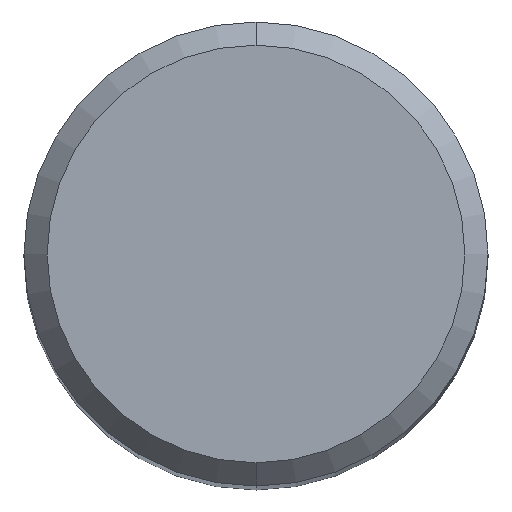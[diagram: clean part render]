
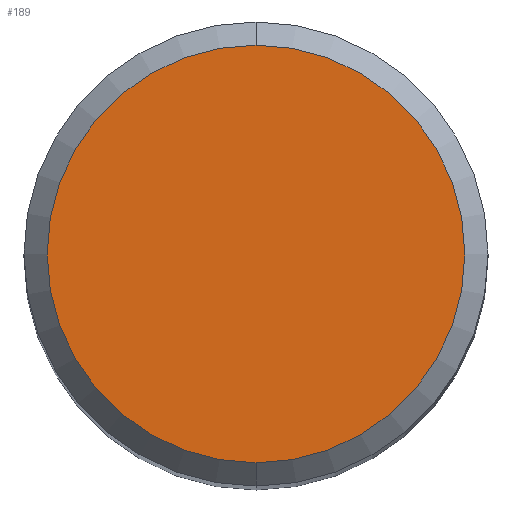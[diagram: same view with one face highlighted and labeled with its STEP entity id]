
A CAD part, top view. The second image highlights one B-rep face of the part: STEP entity #189.
In plain terms, the highlighted planar face has unit normal (0, 0, 1).
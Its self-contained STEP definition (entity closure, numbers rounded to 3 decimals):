
#189=ADVANCED_FACE('',(#499),#500,.T.);
#225=VERTEX_POINT('',#541);
#323=EDGE_CURVE('',#373,#225,#648,.T.);
#341=EDGE_CURVE('',#225,#373,#668,.T.);
#373=VERTEX_POINT('',#701);
#499=FACE_OUTER_BOUND('',#841,.T.);
#500=PLANE('',#842);
#541=CARTESIAN_POINT('',(0.,-5.4,0.0));
#648=CIRCLE('',#1120,5.4);
#668=CIRCLE('',#1145,5.4);
#701=CARTESIAN_POINT('',(0.0,5.4,0.0));
#841=EDGE_LOOP('',(#1536,#1537));
#842=AXIS2_PLACEMENT_3D('',#1538,#1539,#1540);
#1120=AXIS2_PLACEMENT_3D('',#1711,#1712,#1713);
#1145=AXIS2_PLACEMENT_3D('',#1737,#1738,#1739);
#1536=ORIENTED_EDGE('',*,*,#323,.F.);
#1537=ORIENTED_EDGE('',*,*,#341,.F.);
#1538=CARTESIAN_POINT('',(0.0,2.7,0.0));
#1539=DIRECTION('',(-0.0,0.0,1.0));
#1540=DIRECTION('',(0.0,-1.0,0.0));
#1711=CARTESIAN_POINT('',(0.0,0.0,0.0));
#1712=DIRECTION('',(0.0,0.0,-1.0));
#1713=DIRECTION('',(0.0,1.0,0.0));
#1737=CARTESIAN_POINT('',(0.0,0.0,0.0));
#1738=DIRECTION('',(0.0,0.0,-1.0));
#1739=DIRECTION('',(0.0,1.0,0.0));
